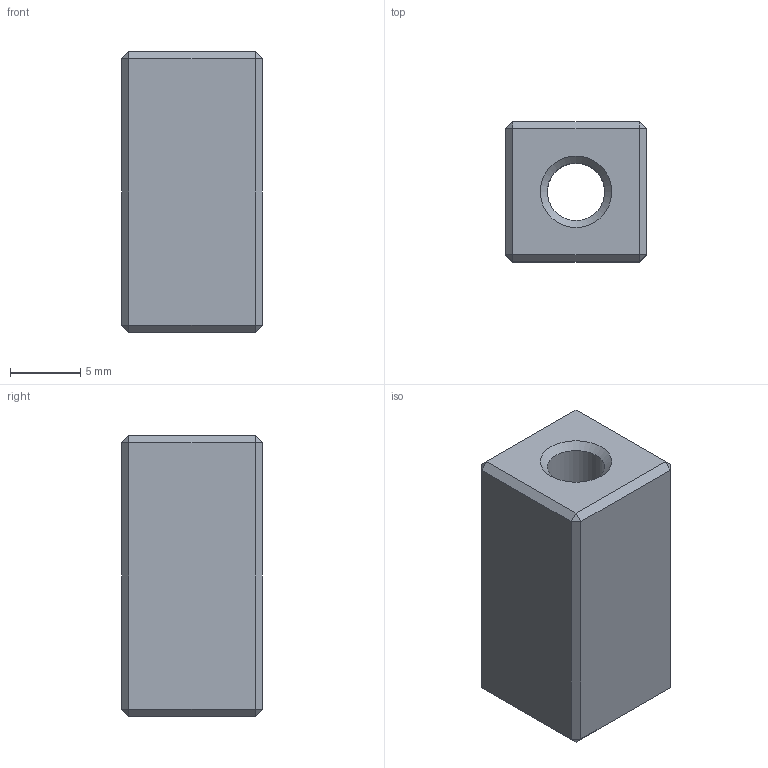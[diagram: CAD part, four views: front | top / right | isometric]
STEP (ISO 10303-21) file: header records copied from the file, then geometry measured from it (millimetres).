
FILE_DESCRIPTION(('FreeCAD Model'),'2;1');
FILE_NAME('Open CASCADE Shape Model','2025-04-03T15:39:09',(''),(''), 'Open CASCADE STEP processor 7.8','FreeCAD','Unknown');
FILE_SCHEMA(('AUTOMOTIVE_DESIGN { 1 0 10303 214 1 1 1 1 }'));
Length unit declared in the file: millimetre
Products named in the file (1): Chamfer002
Bounding box: 10 x 10 x 20 mm (x, y, z)
Volume: 1713.1 mm3; surface area: 1176.7 mm2
Topology: 1 solids, 1 shells, 29 faces, 55 edges, 28 vertices
Faces by surface type: plane 26, cone 2, cylinder 1
Full cylindrical faces by diameter (mm): 4.1 x1
Entity records: 711 total; most frequent: DIRECTION 119, CARTESIAN_POINT 113, ORIENTED_EDGE 110, EDGE_CURVE 55, LINE 51, VECTOR 51, AXIS2_PLACEMENT_3D 34, FACE_BOUND 31
